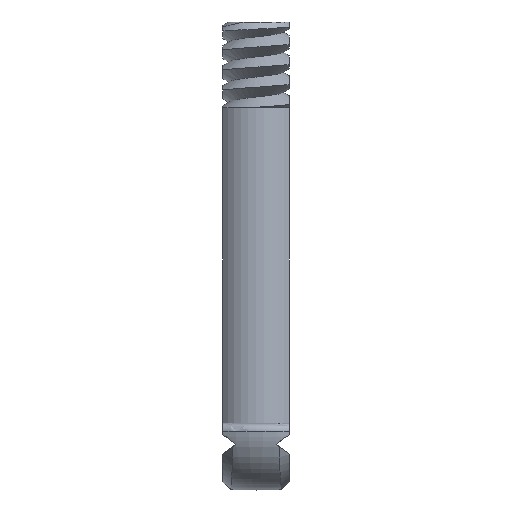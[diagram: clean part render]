
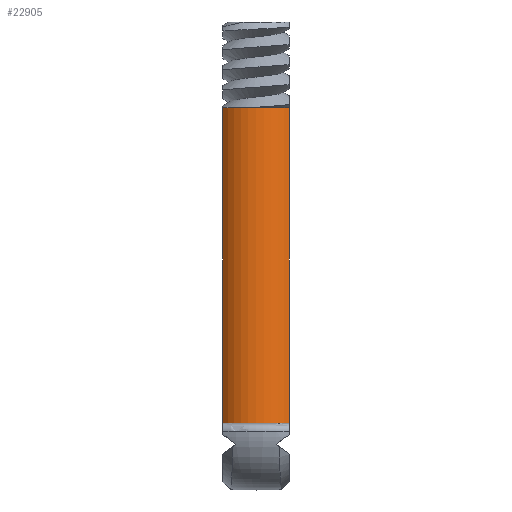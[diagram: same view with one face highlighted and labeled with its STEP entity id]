
A CAD part, left-side view. The second image highlights one B-rep face of the part: STEP entity #22905.
In plain terms, the highlighted cylindrical face has radius 3.35 mm (diameter 6.7 mm), a partial arc.
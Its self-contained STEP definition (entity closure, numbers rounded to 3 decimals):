
#5440 = PLANE('',#5441);
#5441 = AXIS2_PLACEMENT_3D('',#5442,#5443,#5444);
#5442 = CARTESIAN_POINT('',(-12.5,-2.5,200.));
#5443 = DIRECTION('',(0.,1.,0.));
#5444 = DIRECTION('',(-1.,0.,0.));
#6229 = PLANE('',#6230);
#6230 = AXIS2_PLACEMENT_3D('',#6231,#6232,#6233);
#6231 = CARTESIAN_POINT('',(-12.5,2.5,200.));
#6232 = DIRECTION('',(0.,-1.,0.));
#6233 = DIRECTION('',(1.,0.,0.));
#8033 = VERTEX_POINT('',#8034);
#8034 = CARTESIAN_POINT('',(-2.23,-2.5,23.6));
#8048 = PLANE('',#8049);
#8049 = AXIS2_PLACEMENT_3D('',#8050,#8051,#8052);
#8050 = CARTESIAN_POINT('',(0.,0.,23.6
    ));
#8051 = DIRECTION('',(0.,0.,-1.));
#8052 = DIRECTION('',(1.,0.,0.));
#8060 = EDGE_CURVE('',#8033,#8061,#8063,.T.);
#8061 = VERTEX_POINT('',#8062);
#8062 = CARTESIAN_POINT('',(-2.23,-2.5,0.));
#8063 = SURFACE_CURVE('',#8064,(#8068,#8075),.PCURVE_S1.);
#8064 = LINE('',#8065,#8066);
#8065 = CARTESIAN_POINT('',(-2.23,-2.5,23.6));
#8066 = VECTOR('',#8067,1.);
#8067 = DIRECTION('',(0.,0.,-1.));
#8068 = PCURVE('',#5440,#8069);
#8069 = DEFINITIONAL_REPRESENTATION('',(#8070),#8074);
#8070 = LINE('',#8071,#8072);
#8071 = CARTESIAN_POINT('',(-10.27,-176.4));
#8072 = VECTOR('',#8073,1.);
#8073 = DIRECTION('',(0.,-1.));
#8074 = ( GEOMETRIC_REPRESENTATION_CONTEXT(2) 
PARAMETRIC_REPRESENTATION_CONTEXT() REPRESENTATION_CONTEXT('2D SPACE',''
  ) );
#8075 = PCURVE('',#8076,#8081);
#8076 = CYLINDRICAL_SURFACE('',#8077,3.35);
#8077 = AXIS2_PLACEMENT_3D('',#8078,#8079,#8080);
#8078 = CARTESIAN_POINT('',(0.,0.,23.6
    ));
#8079 = DIRECTION('',(0.,0.,-1.));
#8080 = DIRECTION('',(1.,0.,0.));
#8081 = DEFINITIONAL_REPRESENTATION('',(#8082),#8086);
#8082 = LINE('',#8083,#8084);
#8083 = CARTESIAN_POINT('',(2.299,0.));
#8084 = VECTOR('',#8085,1.);
#8085 = DIRECTION('',(0.,1.));
#8086 = ( GEOMETRIC_REPRESENTATION_CONTEXT(2) 
PARAMETRIC_REPRESENTATION_CONTEXT() REPRESENTATION_CONTEXT('2D SPACE',''
  ) );
#8104 = PLANE('',#8105);
#8105 = AXIS2_PLACEMENT_3D('',#8106,#8107,#8108);
#8106 = CARTESIAN_POINT('',(0.,0.,
    0.));
#8107 = DIRECTION('',(0.,0.,-1.));
#8108 = DIRECTION('',(1.,0.,0.));
#21806 = VERTEX_POINT('',#21807);
#21807 = CARTESIAN_POINT('',(-2.23,2.5,23.6));
#21828 = EDGE_CURVE('',#21806,#21829,#21831,.T.);
#21829 = VERTEX_POINT('',#21830);
#21830 = CARTESIAN_POINT('',(-2.23,2.5,0.));
#21831 = SURFACE_CURVE('',#21832,(#21836,#21843),.PCURVE_S1.);
#21832 = LINE('',#21833,#21834);
#21833 = CARTESIAN_POINT('',(-2.23,2.5,23.6));
#21834 = VECTOR('',#21835,1.);
#21835 = DIRECTION('',(0.,0.,-1.));
#21836 = PCURVE('',#6229,#21837);
#21837 = DEFINITIONAL_REPRESENTATION('',(#21838),#21842);
#21838 = LINE('',#21839,#21840);
#21839 = CARTESIAN_POINT('',(10.27,-176.4));
#21840 = VECTOR('',#21841,1.);
#21841 = DIRECTION('',(0.,-1.));
#21842 = ( GEOMETRIC_REPRESENTATION_CONTEXT(2) 
PARAMETRIC_REPRESENTATION_CONTEXT() REPRESENTATION_CONTEXT('2D SPACE',''
  ) );
#21843 = PCURVE('',#8076,#21844);
#21844 = DEFINITIONAL_REPRESENTATION('',(#21845),#21849);
#21845 = LINE('',#21846,#21847);
#21846 = CARTESIAN_POINT('',(3.984,0.));
#21847 = VECTOR('',#21848,1.);
#21848 = DIRECTION('',(0.,1.));
#21849 = ( GEOMETRIC_REPRESENTATION_CONTEXT(2) 
PARAMETRIC_REPRESENTATION_CONTEXT() REPRESENTATION_CONTEXT('2D SPACE',''
  ) );
#22830 = EDGE_CURVE('',#8033,#21806,#22831,.T.);
#22831 = SURFACE_CURVE('',#22832,(#22837,#22844),.PCURVE_S1.);
#22832 = CIRCLE('',#22833,3.35);
#22833 = AXIS2_PLACEMENT_3D('',#22834,#22835,#22836);
#22834 = CARTESIAN_POINT('',(0.,0.,
    23.6));
#22835 = DIRECTION('',(0.,0.,-1.));
#22836 = DIRECTION('',(1.,0.,0.));
#22837 = PCURVE('',#8048,#22838);
#22838 = DEFINITIONAL_REPRESENTATION('',(#22839),#22843);
#22839 = CIRCLE('',#22840,3.35);
#22840 = AXIS2_PLACEMENT_2D('',#22841,#22842);
#22841 = CARTESIAN_POINT('',(0.,0.));
#22842 = DIRECTION('',(1.,0.));
#22843 = ( GEOMETRIC_REPRESENTATION_CONTEXT(2) 
PARAMETRIC_REPRESENTATION_CONTEXT() REPRESENTATION_CONTEXT('2D SPACE',''
  ) );
#22844 = PCURVE('',#8076,#22845);
#22845 = DEFINITIONAL_REPRESENTATION('',(#22846),#22850);
#22846 = LINE('',#22847,#22848);
#22847 = CARTESIAN_POINT('',(0.,0.));
#22848 = VECTOR('',#22849,1.);
#22849 = DIRECTION('',(1.,0.));
#22850 = ( GEOMETRIC_REPRESENTATION_CONTEXT(2) 
PARAMETRIC_REPRESENTATION_CONTEXT() REPRESENTATION_CONTEXT('2D SPACE',''
  ) );
#22905 = ADVANCED_FACE('',(#22906),#8076,.T.);
#22906 = FACE_BOUND('',#22907,.T.);
#22907 = EDGE_LOOP('',(#22908,#22909,#22910,#22911));
#22908 = ORIENTED_EDGE('',*,*,#8060,.F.);
#22909 = ORIENTED_EDGE('',*,*,#22830,.T.);
#22910 = ORIENTED_EDGE('',*,*,#21828,.T.);
#22911 = ORIENTED_EDGE('',*,*,#22912,.F.);
#22912 = EDGE_CURVE('',#8061,#21829,#22913,.T.);
#22913 = SURFACE_CURVE('',#22914,(#22919,#22926),.PCURVE_S1.);
#22914 = CIRCLE('',#22915,3.35);
#22915 = AXIS2_PLACEMENT_3D('',#22916,#22917,#22918);
#22916 = CARTESIAN_POINT('',(0.,0.,
    0.));
#22917 = DIRECTION('',(0.,0.,-1.));
#22918 = DIRECTION('',(1.,0.,0.));
#22919 = PCURVE('',#8076,#22920);
#22920 = DEFINITIONAL_REPRESENTATION('',(#22921),#22925);
#22921 = LINE('',#22922,#22923);
#22922 = CARTESIAN_POINT('',(0.,23.6));
#22923 = VECTOR('',#22924,1.);
#22924 = DIRECTION('',(1.,0.));
#22925 = ( GEOMETRIC_REPRESENTATION_CONTEXT(2) 
PARAMETRIC_REPRESENTATION_CONTEXT() REPRESENTATION_CONTEXT('2D SPACE',''
  ) );
#22926 = PCURVE('',#8104,#22927);
#22927 = DEFINITIONAL_REPRESENTATION('',(#22928),#22932);
#22928 = CIRCLE('',#22929,3.35);
#22929 = AXIS2_PLACEMENT_2D('',#22930,#22931);
#22930 = CARTESIAN_POINT('',(0.,0.));
#22931 = DIRECTION('',(1.,0.));
#22932 = ( GEOMETRIC_REPRESENTATION_CONTEXT(2) 
PARAMETRIC_REPRESENTATION_CONTEXT() REPRESENTATION_CONTEXT('2D SPACE',''
  ) );
